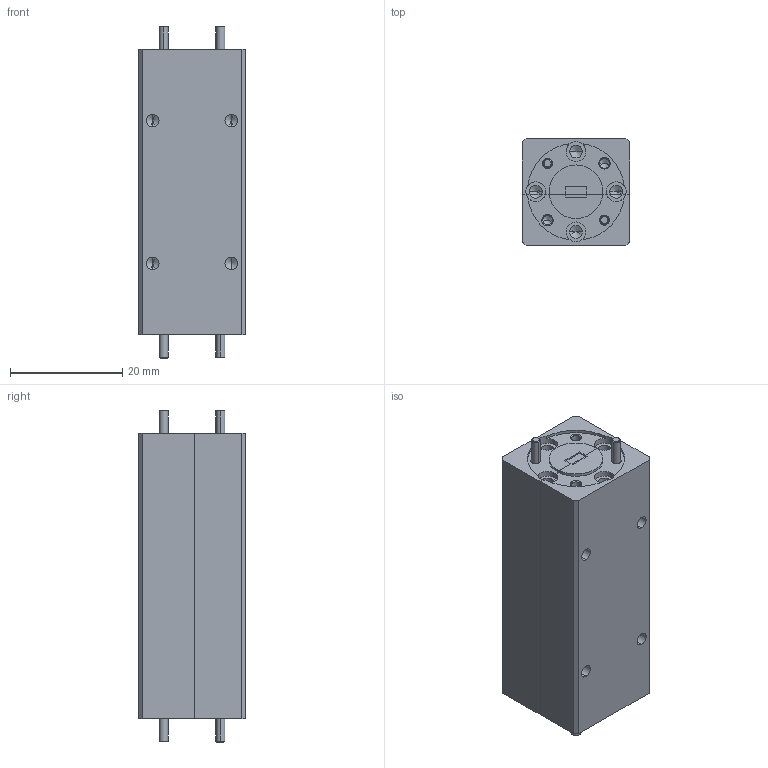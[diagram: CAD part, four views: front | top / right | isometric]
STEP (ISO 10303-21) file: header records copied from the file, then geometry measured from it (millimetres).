
FILE_DESCRIPTION (( 'STEP AP203' ), '1' );
FILE_NAME ('DMWF-15-151-BA1 DF.STEP', '2019-06-20T16:59:12', ( '' ), ( '' ), 'SwSTEP 2.0', 'SolidWorks 2016', '' );
FILE_SCHEMA (( 'CONFIG_CONTROL_DESIGN' ));
Length unit declared in the file: inch
Products named in the file (1): DMWF-15-151-BA1 DF
Bounding box: 19.05 x 19.05 x 59.05 mm (x, y, z)
Volume: 17494 mm3; surface area: 8524.8 mm2
Topology: 6 solids, 6 shells, 488 faces, 1110 edges, 636 vertices
Faces by surface type: cone 194, plane 150, cylinder 144
Entity records: 13615 total; most frequent: CARTESIAN_POINT 2705, DIRECTION 2408, ORIENTED_EDGE 2124, EDGE_CURVE 1062, AXIS2_PLACEMENT_3D 935, VERTEX_POINT 636, EDGE_LOOP 538, LINE 538
